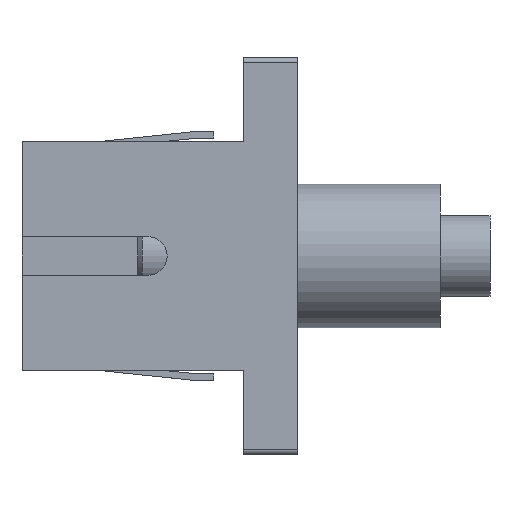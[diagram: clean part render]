
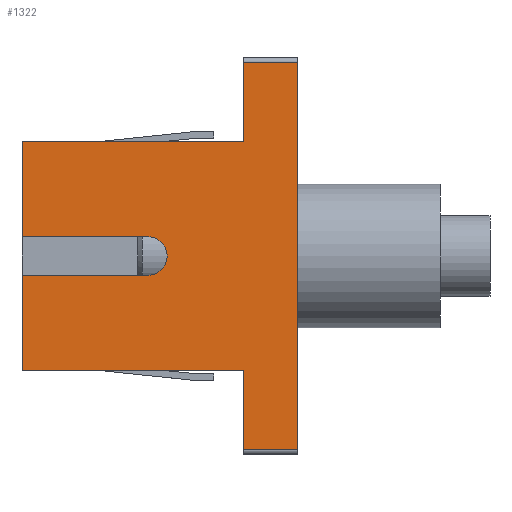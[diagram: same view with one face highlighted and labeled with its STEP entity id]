
A CAD part, left-side view. The second image highlights one B-rep face of the part: STEP entity #1322.
In plain terms, the highlighted planar face has unit normal (-1, 0, 0).
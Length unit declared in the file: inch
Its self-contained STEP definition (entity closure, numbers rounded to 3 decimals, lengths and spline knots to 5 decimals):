
#58 = LINE ( 'NONE', #3950, #4544 ) ;
#132 = EDGE_CURVE ( 'NONE', #2973, #5123, #4838, .T. ) ;
#241 = ORIENTED_EDGE ( 'NONE', *, *, #5042, .F. ) ;
#328 = VERTEX_POINT ( 'NONE', #4728 ) ;
#445 = CARTESIAN_POINT ( 'NONE',  ( -0.1835, 0.06, -0.4275 ) ) ;
#485 = VECTOR ( 'NONE', #4369, 39.37008 ) ;
#622 = VECTOR ( 'NONE', #1647, 39.37008 ) ;
#752 = DIRECTION ( 'NONE',  ( 0., 0., -1. ) ) ;
#760 = LINE ( 'NONE', #1368, #1139 ) ;
#765 = EDGE_CURVE ( 'NONE', #328, #1236, #2558, .T. ) ;
#805 = VERTEX_POINT ( 'NONE', #4027 ) ;
#993 = EDGE_CURVE ( 'NONE', #2123, #5243, #3545, .T. ) ;
#1065 = VECTOR ( 'NONE', #2755, 39.37008 ) ;
#1139 = VECTOR ( 'NONE', #4842, 39.37008 ) ;
#1157 = LINE ( 'NONE', #1284, #4137 ) ;
#1175 = DIRECTION ( 'NONE',  ( 0., 1., 0. ) ) ;
#1215 = CARTESIAN_POINT ( 'NONE',  ( -0.1835, 0.2705, 0.0425 ) ) ;
#1236 = VERTEX_POINT ( 'NONE', #4969 ) ;
#1284 = CARTESIAN_POINT ( 'NONE',  ( -0.1835, -0.06, 0.4375 ) ) ;
#1322 = ADVANCED_FACE ( 'NONE', ( #5384 ), #4258, .F. ) ;
#1368 = CARTESIAN_POINT ( 'NONE',  ( -0.1835, 0.548, -0.2525 ) ) ;
#1540 = DIRECTION ( 'NONE',  ( 0., 0., -1. ) ) ;
#1608 = LINE ( 'NONE', #2225, #1065 ) ;
#1647 = DIRECTION ( 'NONE',  ( 0., 0., 1. ) ) ;
#1746 = ORIENTED_EDGE ( 'NONE', *, *, #2779, .F. ) ;
#1983 = CARTESIAN_POINT ( 'NONE',  ( -0.1835, -0.06, -0.4275 ) ) ;
#2038 = VERTEX_POINT ( 'NONE', #1983 ) ;
#2041 = VECTOR ( 'NONE', #2103, 39.37008 ) ;
#2088 = ORIENTED_EDGE ( 'NONE', *, *, #765, .F. ) ;
#2103 = DIRECTION ( 'NONE',  ( 0., 1., 0. ) ) ;
#2123 = VERTEX_POINT ( 'NONE', #4887 ) ;
#2128 = AXIS2_PLACEMENT_3D ( 'NONE', #2925, #2945, #752 ) ;
#2225 = CARTESIAN_POINT ( 'NONE',  ( -0.1835, 0.06, -0.4275 ) ) ;
#2358 = CARTESIAN_POINT ( 'NONE',  ( -0.1835, -0.06, 0.4275 ) ) ;
#2370 = EDGE_CURVE ( 'NONE', #5171, #5194, #4499, .T. ) ;
#2496 = EDGE_CURVE ( 'NONE', #2038, #2973, #1157, .T. ) ;
#2505 = EDGE_CURVE ( 'NONE', #2123, #5476, #5375, .T. ) ;
#2558 = LINE ( 'NONE', #3092, #2765 ) ;
#2629 = CARTESIAN_POINT ( 'NONE',  ( -0.1835, 0.06, 0.4375 ) ) ;
#2632 = ORIENTED_EDGE ( 'NONE', *, *, #3965, .F. ) ;
#2727 = VECTOR ( 'NONE', #1175, 39.37008 ) ;
#2755 = DIRECTION ( 'NONE',  ( 0., -1., 0. ) ) ;
#2765 = VECTOR ( 'NONE', #3509, 39.37008 ) ;
#2779 = EDGE_CURVE ( 'NONE', #5476, #5171, #58, .T. ) ;
#2862 = EDGE_CURVE ( 'NONE', #2881, #2038, #1608, .T. ) ;
#2881 = VERTEX_POINT ( 'NONE', #445 ) ;
#2922 = DIRECTION ( 'NONE',  ( 1., 0., 0. ) ) ;
#2925 = CARTESIAN_POINT ( 'NONE',  ( -0.1835, 0.2705, 0. ) ) ;
#2945 = DIRECTION ( 'NONE',  ( -1., 0., 0. ) ) ;
#2973 = VERTEX_POINT ( 'NONE', #2358 ) ;
#3092 = CARTESIAN_POINT ( 'NONE',  ( -0.1835, 0.548, 0.2525 ) ) ;
#3114 = CARTESIAN_POINT ( 'NONE',  ( -0.1835, 0.2705, 0.0425 ) ) ;
#3377 = DIRECTION ( 'NONE',  ( 0., -1., 0. ) ) ;
#3388 = CARTESIAN_POINT ( 'NONE',  ( -0.1835, 0.548, -0.0425 ) ) ;
#3435 = DIRECTION ( 'NONE',  ( 0., 0., 1. ) ) ;
#3509 = DIRECTION ( 'NONE',  ( 0., -1., 0. ) ) ;
#3545 = LINE ( 'NONE', #5151, #5684 ) ;
#3697 = ORIENTED_EDGE ( 'NONE', *, *, #132, .T. ) ;
#3862 = CARTESIAN_POINT ( 'NONE',  ( -0.1835, 0.06, 0.4275 ) ) ;
#3878 = LINE ( 'NONE', #1215, #2727 ) ;
#3926 = CARTESIAN_POINT ( 'NONE',  ( -0.1835, 0.06, 0.4275 ) ) ;
#3929 = LINE ( 'NONE', #2629, #485 ) ;
#3936 = EDGE_CURVE ( 'NONE', #805, #328, #760, .T. ) ;
#3950 = CARTESIAN_POINT ( 'NONE',  ( -0.1835, 0.2705, -0.0425 ) ) ;
#3965 = EDGE_CURVE ( 'NONE', #1236, #5123, #5280, .T. ) ;
#4027 = CARTESIAN_POINT ( 'NONE',  ( -0.1835, 0.548, 0.0425 ) ) ;
#4124 = ORIENTED_EDGE ( 'NONE', *, *, #993, .T. ) ;
#4137 = VECTOR ( 'NONE', #3435, 39.37008 ) ;
#4252 = ORIENTED_EDGE ( 'NONE', *, *, #2862, .T. ) ;
#4258 = PLANE ( 'NONE',  #5241 ) ;
#4345 = CARTESIAN_POINT ( 'NONE',  ( -0.1835, 0.2705, -0.0425 ) ) ;
#4353 = CARTESIAN_POINT ( 'NONE',  ( -0.1835, 0.548, -0.2525 ) ) ;
#4369 = DIRECTION ( 'NONE',  ( 0., 0., 1. ) ) ;
#4395 = ORIENTED_EDGE ( 'NONE', *, *, #2370, .F. ) ;
#4499 = CIRCLE ( 'NONE', #2128, 0.0425 ) ;
#4504 = CARTESIAN_POINT ( 'NONE',  ( -0.1835, 0.06, -0.2525 ) ) ;
#4544 = VECTOR ( 'NONE', #4819, 39.37008 ) ;
#4558 = EDGE_CURVE ( 'NONE', #2881, #5243, #3929, .T. ) ;
#4723 = VECTOR ( 'NONE', #5363, 39.37008 ) ;
#4728 = CARTESIAN_POINT ( 'NONE',  ( -0.1835, 0.548, 0.2525 ) ) ;
#4787 = EDGE_LOOP ( 'NONE', ( #4943, #3697, #2632, #2088, #5212, #241, #4395, #1746, #5205, #4124, #4992, #4252 ) ) ;
#4819 = DIRECTION ( 'NONE',  ( 0., -1., 0. ) ) ;
#4838 = LINE ( 'NONE', #3862, #2041 ) ;
#4842 = DIRECTION ( 'NONE',  ( 0., 0., 1. ) ) ;
#4887 = CARTESIAN_POINT ( 'NONE',  ( -0.1835, 0.548, -0.2525 ) ) ;
#4943 = ORIENTED_EDGE ( 'NONE', *, *, #2496, .T. ) ;
#4969 = CARTESIAN_POINT ( 'NONE',  ( -0.1835, 0.06, 0.2525 ) ) ;
#4992 = ORIENTED_EDGE ( 'NONE', *, *, #4558, .F. ) ;
#5042 = EDGE_CURVE ( 'NONE', #5194, #805, #3878, .T. ) ;
#5123 = VERTEX_POINT ( 'NONE', #3926 ) ;
#5151 = CARTESIAN_POINT ( 'NONE',  ( -0.1835, 0.548, -0.2525 ) ) ;
#5156 = CARTESIAN_POINT ( 'NONE',  ( -0.1835, 0.06, 0.4375 ) ) ;
#5171 = VERTEX_POINT ( 'NONE', #4345 ) ;
#5194 = VERTEX_POINT ( 'NONE', #3114 ) ;
#5205 = ORIENTED_EDGE ( 'NONE', *, *, #2505, .F. ) ;
#5212 = ORIENTED_EDGE ( 'NONE', *, *, #3936, .F. ) ;
#5241 = AXIS2_PLACEMENT_3D ( 'NONE', #5156, #2922, #1540 ) ;
#5243 = VERTEX_POINT ( 'NONE', #4504 ) ;
#5280 = LINE ( 'NONE', #5322, #4723 ) ;
#5322 = CARTESIAN_POINT ( 'NONE',  ( -0.1835, 0.06, 0.4375 ) ) ;
#5363 = DIRECTION ( 'NONE',  ( 0., 0., 1. ) ) ;
#5375 = LINE ( 'NONE', #4353, #622 ) ;
#5384 = FACE_OUTER_BOUND ( 'NONE', #4787, .T. ) ;
#5476 = VERTEX_POINT ( 'NONE', #3388 ) ;
#5684 = VECTOR ( 'NONE', #3377, 39.37008 ) ;
